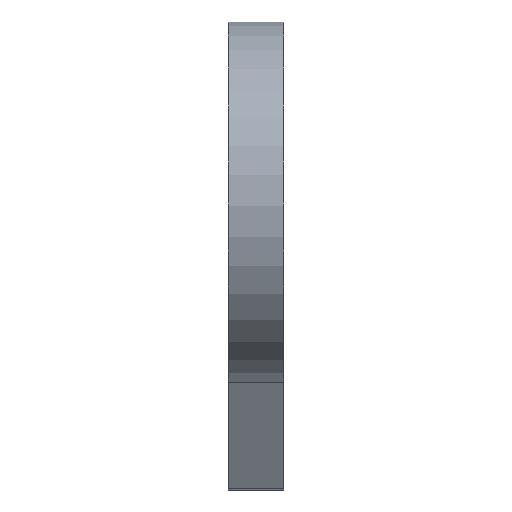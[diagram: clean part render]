
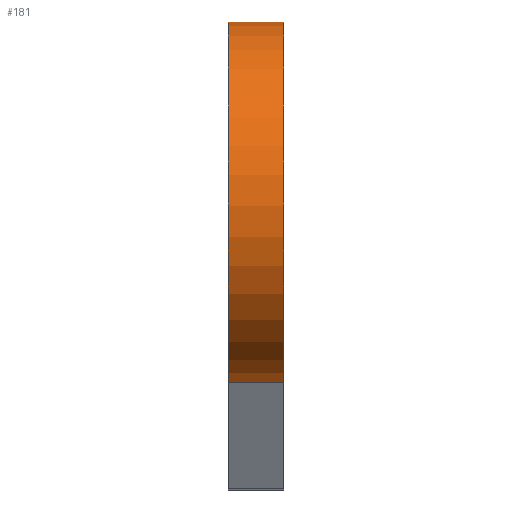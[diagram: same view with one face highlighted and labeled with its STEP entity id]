
A CAD part, top view. The second image highlights one B-rep face of the part: STEP entity #181.
In plain terms, the highlighted cylindrical face has radius 29.528 mm (diameter 59.056 mm), a partial arc.
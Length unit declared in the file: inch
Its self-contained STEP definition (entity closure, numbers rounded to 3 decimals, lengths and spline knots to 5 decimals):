
#27=FACE_OUTER_BOUND('',#37,.T.);
#37=EDGE_LOOP('',(#141,#142,#143,#144));
#53=LINE('',#303,#69);
#54=LINE('',#306,#70);
#69=VECTOR('',#249,0.3937);
#70=VECTOR('',#252,0.3937);
#81=CIRCLE('',#210,1.16252);
#82=CIRCLE('',#211,1.16252);
#93=VERTEX_POINT('',#299);
#94=VERTEX_POINT('',#300);
#95=VERTEX_POINT('',#302);
#96=VERTEX_POINT('',#304);
#113=EDGE_CURVE('',#93,#94,#81,.T.);
#114=EDGE_CURVE('',#94,#95,#53,.T.);
#115=EDGE_CURVE('',#96,#95,#82,.T.);
#116=EDGE_CURVE('',#93,#96,#54,.T.);
#141=ORIENTED_EDGE('',*,*,#113,.T.);
#142=ORIENTED_EDGE('',*,*,#114,.T.);
#143=ORIENTED_EDGE('',*,*,#115,.F.);
#144=ORIENTED_EDGE('',*,*,#116,.F.);
#175=CYLINDRICAL_SURFACE('',#209,1.16252);
#181=ADVANCED_FACE('',(#27),#175,.T.);
#209=AXIS2_PLACEMENT_3D('',#298,#245,#246);
#210=AXIS2_PLACEMENT_3D('',#301,#247,#248);
#211=AXIS2_PLACEMENT_3D('',#305,#250,#251);
#245=DIRECTION('center_axis',(1.,0.,0.));
#246=DIRECTION('ref_axis',(0.,0.397,0.918));
#247=DIRECTION('center_axis',(1.,0.,0.));
#248=DIRECTION('ref_axis',(0.,0.819,-0.574));
#249=DIRECTION('',(1.,0.,0.));
#250=DIRECTION('center_axis',(1.,0.,0.));
#251=DIRECTION('ref_axis',(0.,0.819,-0.574));
#252=DIRECTION('',(1.,0.,0.));
#298=CARTESIAN_POINT('Origin',(0.,0.107,-1.72923));
#299=CARTESIAN_POINT('',(0.,1.05872,-2.39682));
#300=CARTESIAN_POINT('',(0.,-1.03101,-1.49177));
#301=CARTESIAN_POINT('Origin',(0.,0.107,-1.72923));
#302=CARTESIAN_POINT('',(0.35433,-1.03101,-1.49177));
#303=CARTESIAN_POINT('',(0.,-1.03101,-1.49177));
#304=CARTESIAN_POINT('',(0.35433,1.05872,-2.39682));
#305=CARTESIAN_POINT('Origin',(0.35433,0.107,-1.72923));
#306=CARTESIAN_POINT('',(0.,1.05872,-2.39682));
